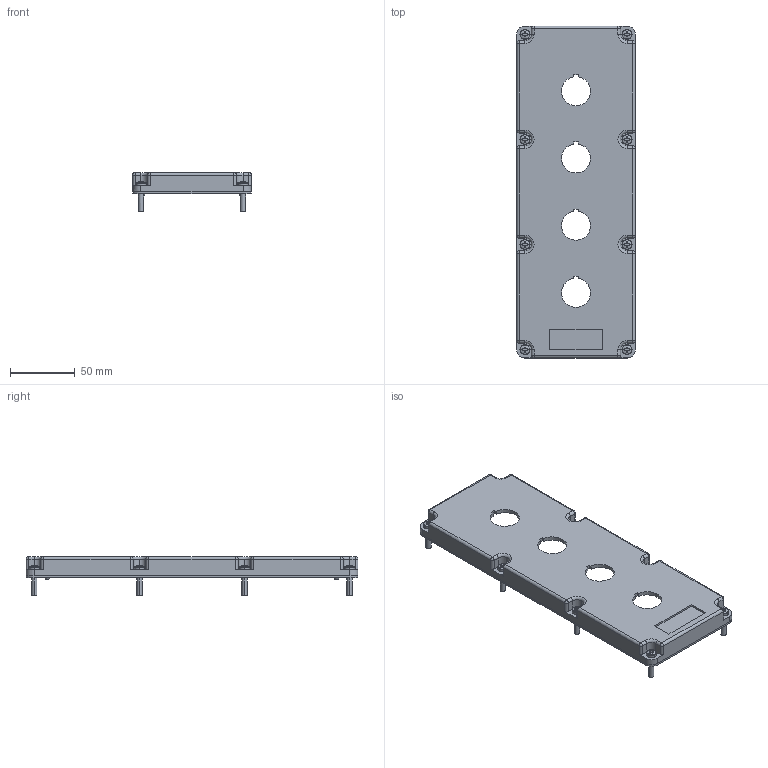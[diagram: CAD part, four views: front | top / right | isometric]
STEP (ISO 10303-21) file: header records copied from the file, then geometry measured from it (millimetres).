
FILE_DESCRIPTION(('Creo Elements/Direct Modeling STEP Export'),'2;1');
FILE_NAME('0ln7uvk43tk12jp3500','2016-07-27T 8:04:20',(''),(''),'PTC Creo Elements/Direct Modeling STEP processor for AP214 (Solid Model)','PTC Creo Elements/Direct Modeling 19.0B 21-Mar-2015 (C) Parametric Technology GmbH','');
FILE_SCHEMA(('AUTOMOTIVE_DESIGN { 1 0 10303 214 1 1 1 1 }'));
Length unit declared in the file: millimetre
Products named in the file (2): A2T_0925.04
Assembly tree (1 placements, depth 2):
  A2T_0925.04
    A2T_0925.04
Bounding box: 92.02 x 257 x 30.01 mm (x, y, z)
Volume: 110104.3 mm3; surface area: 79695.1 mm2
Topology: 1 solids, 7 shells, 782 faces, 2083 edges, 1353 vertices
Faces by surface type: plane 538, cylinder 180, sphere 34, torus 26, cone 4
Entity records: 22973 total; most frequent: ORIENTED_EDGE 4134, CARTESIAN_POINT 3941, DIRECTION 3753, EDGE_CURVE 2067, VECTOR 1423, LINE 1423, VERTEX_POINT 1353, AXIS2_PLACEMENT_3D 1165
